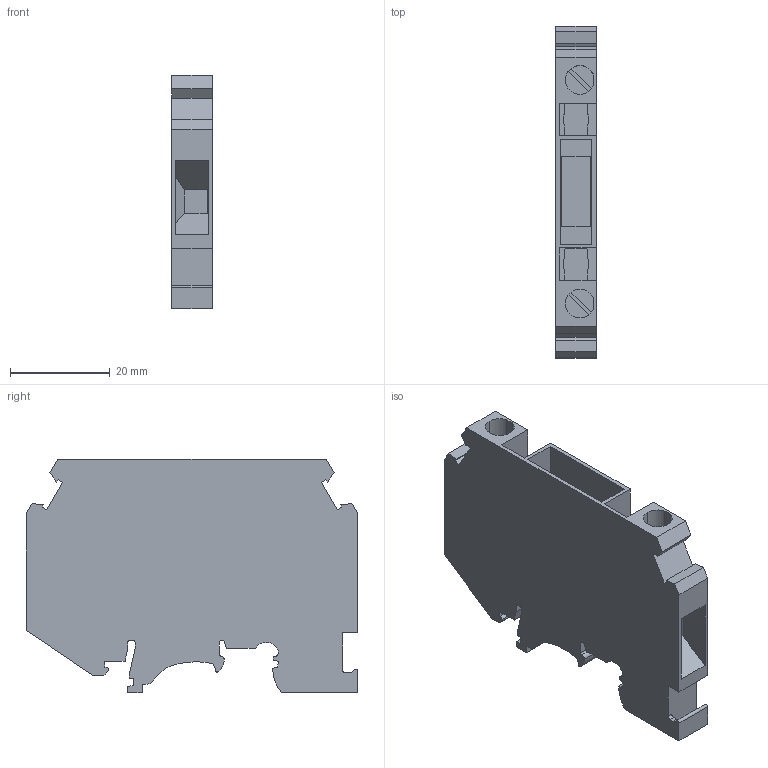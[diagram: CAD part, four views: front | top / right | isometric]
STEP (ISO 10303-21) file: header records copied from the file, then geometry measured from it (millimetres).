
FILE_DESCRIPTION(('STEP AP214'),'1');
FILE_NAME('cctmp_836AC16F-8563-4B1B-A567-87E10D113752_2023_07_24_09_24_57_0634..stp','2023-07-24T07:24:57',('SIEMENS A&D'),('CADClick - www.CADClick.com'),'Spatial InterOp 3D postprocessed',' ','unknown authorization');
FILE_SCHEMA(('AUTOMOTIVE_DESIGN'));
Length unit declared in the file: millimetre
Products named in the file (1): 2023_07_24_09_24_57_0623
Bounding box: 8.15 x 66.5 x 46.8 mm (x, y, z)
Volume: 16320.9 mm3; surface area: 10281.8 mm2
Topology: 1 solids, 1 shells, 169 faces, 475 edges, 314 vertices
Faces by surface type: plane 131, cylinder 38
Entity records: 5945 total; most frequent: CARTESIAN_POINT 959, ORIENTED_EDGE 950, DIRECTION 899, EDGE_CURVE 475, LINE 391, VECTOR 391, VERTEX_POINT 314, AXIS2_PLACEMENT_3D 254
